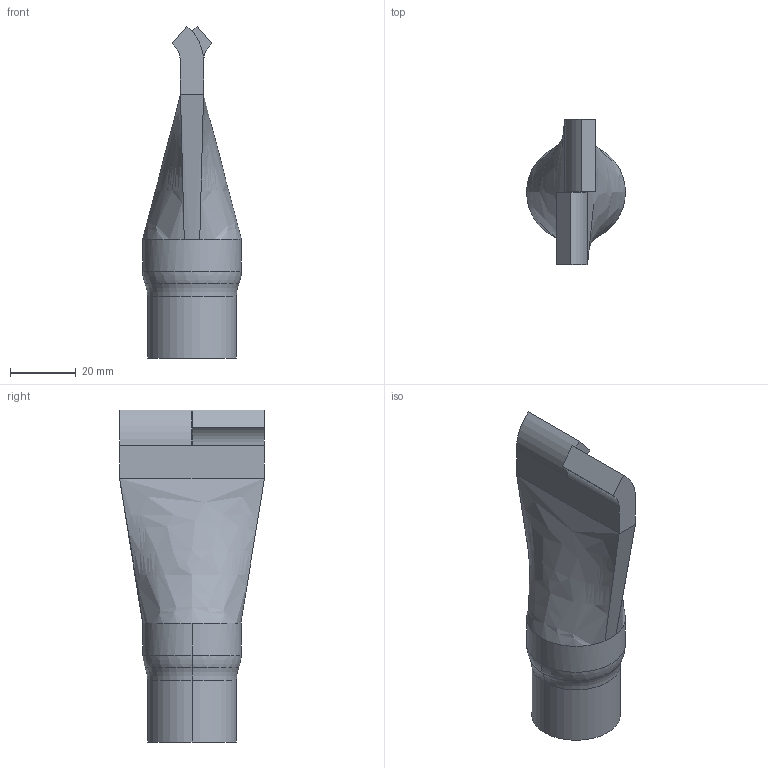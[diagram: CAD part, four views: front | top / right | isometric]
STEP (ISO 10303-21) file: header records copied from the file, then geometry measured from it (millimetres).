
FILE_DESCRIPTION (( 'STEP AP203' ), '1' );
FILE_NAME ('125-M24-MH.step', '2019-09-10T07:25:03', ( '' ), ( '' ), 'SwSTEP 2.0', 'SolidWorks 2015', '' );
FILE_SCHEMA (( 'CONFIG_CONTROL_DESIGN' ));
Length unit declared in the file: millimetre
Products named in the file (1): 125-M24-MH
Bounding box: 30 x 44 x 100.77 mm (x, y, z)
Volume: 25848.8 mm3; surface area: 15786.1 mm2
Topology: 1 solids, 1 shells, 278 faces, 736 edges, 476 vertices
Faces by surface type: plane 149, bspline 76, cylinder 43, torus 6, cone 4
Entity records: 15652 total; most frequent: CARTESIAN_POINT 9268, ORIENTED_EDGE 1472, DIRECTION 1066, EDGE_CURVE 736, VERTEX_POINT 476, LINE 384, VECTOR 384, AXIS2_PLACEMENT_3D 341
